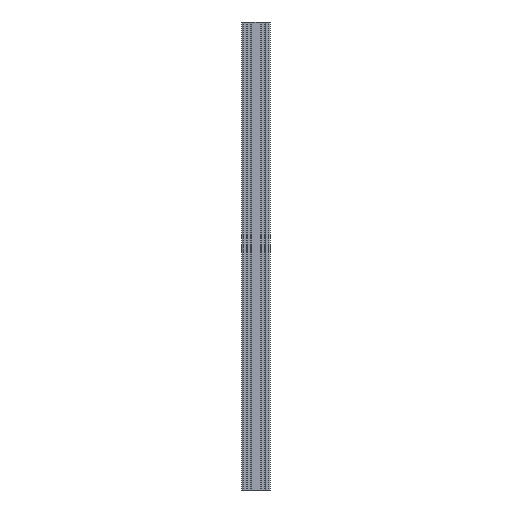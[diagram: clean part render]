
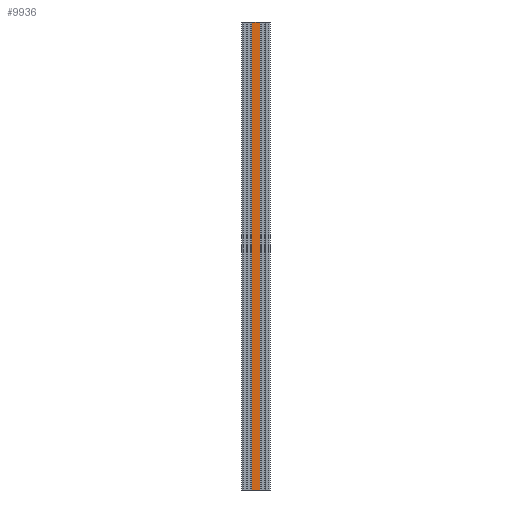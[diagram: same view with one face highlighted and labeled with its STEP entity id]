
A CAD part, front view. The second image highlights one B-rep face of the part: STEP entity #9936.
In plain terms, the highlighted planar face has unit normal (0, -1, 0).
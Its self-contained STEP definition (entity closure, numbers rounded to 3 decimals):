
#425 = EDGE_LOOP ( 'NONE', ( #6235, #6709, #5494, #9865 ) ) ;
#521 = LINE ( 'NONE', #8259, #6756 ) ;
#761 = LINE ( 'NONE', #7246, #7463 ) ;
#817 = DIRECTION ( 'NONE',  ( 1., 0., 0. ) ) ;
#885 = FACE_OUTER_BOUND ( 'NONE', #425, .T. ) ;
#932 = VECTOR ( 'NONE', #4992, 1000. ) ;
#1047 = CARTESIAN_POINT ( 'NONE',  ( 0., -75., 0. ) ) ;
#1459 = VERTEX_POINT ( 'NONE', #3904 ) ;
#2565 = VERTEX_POINT ( 'NONE', #12316 ) ;
#3904 = CARTESIAN_POINT ( 'NONE',  ( 9.5, -75., 1000. ) ) ;
#4297 = DIRECTION ( 'NONE',  ( -1., 0., 0. ) ) ;
#4896 = PLANE ( 'NONE',  #11215 ) ;
#4992 = DIRECTION ( 'NONE',  ( -1., 0., 0. ) ) ;
#5024 = VERTEX_POINT ( 'NONE', #12006 ) ;
#5212 = LINE ( 'NONE', #1047, #5843 ) ;
#5494 = ORIENTED_EDGE ( 'NONE', *, *, #8327, .T. ) ;
#5803 = EDGE_CURVE ( 'NONE', #5024, #2565, #5212, .T. ) ;
#5843 = VECTOR ( 'NONE', #4297, 1000. ) ;
#6178 = CARTESIAN_POINT ( 'NONE',  ( 0., -75., 1000. ) ) ;
#6235 = ORIENTED_EDGE ( 'NONE', *, *, #5803, .F. ) ;
#6709 = ORIENTED_EDGE ( 'NONE', *, *, #13476, .F. ) ;
#6756 = VECTOR ( 'NONE', #13421, 1000. ) ;
#7246 = CARTESIAN_POINT ( 'NONE',  ( -9.5, -75., 1000. ) ) ;
#7463 = VECTOR ( 'NONE', #9346, 1000. ) ;
#8259 = CARTESIAN_POINT ( 'NONE',  ( 9.5, -75., 1000. ) ) ;
#8288 = LINE ( 'NONE', #10264, #932 ) ;
#8305 = EDGE_CURVE ( 'NONE', #9560, #2565, #761, .T. ) ;
#8327 = EDGE_CURVE ( 'NONE', #1459, #9560, #8288, .T. ) ;
#9346 = DIRECTION ( 'NONE',  ( 0., 0., -1. ) ) ;
#9560 = VERTEX_POINT ( 'NONE', #13595 ) ;
#9865 = ORIENTED_EDGE ( 'NONE', *, *, #8305, .T. ) ;
#9936 = ADVANCED_FACE ( 'NONE', ( #885 ), #4896, .T. ) ;
#10264 = CARTESIAN_POINT ( 'NONE',  ( 0., -75., 1000. ) ) ;
#10468 = DIRECTION ( 'NONE',  ( 0., -1., 0. ) ) ;
#11215 = AXIS2_PLACEMENT_3D ( 'NONE', #6178, #10468, #817 ) ;
#12006 = CARTESIAN_POINT ( 'NONE',  ( 9.5, -75., 0. ) ) ;
#12316 = CARTESIAN_POINT ( 'NONE',  ( -9.5, -75., 0. ) ) ;
#13421 = DIRECTION ( 'NONE',  ( 0., 0., -1. ) ) ;
#13476 = EDGE_CURVE ( 'NONE', #1459, #5024, #521, .T. ) ;
#13595 = CARTESIAN_POINT ( 'NONE',  ( -9.5, -75., 1000. ) ) ;
